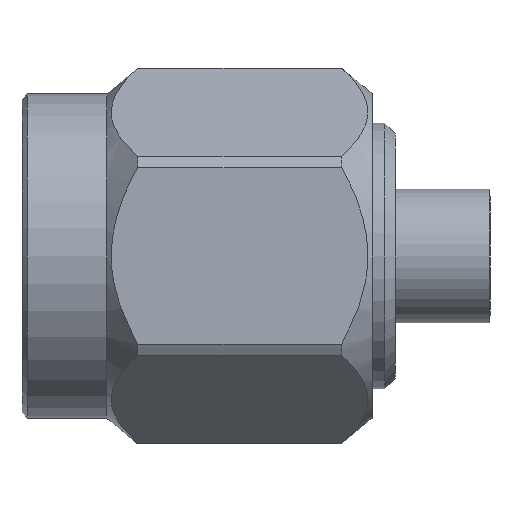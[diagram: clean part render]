
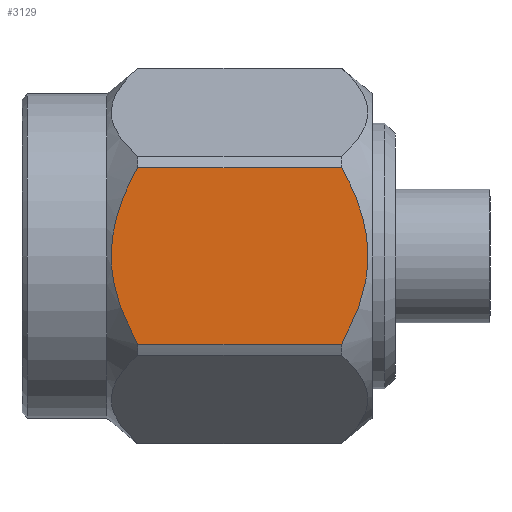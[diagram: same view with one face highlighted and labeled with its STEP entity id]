
A CAD part, front view. The second image highlights one B-rep face of the part: STEP entity #3129.
In plain terms, the highlighted planar face has unit normal (0, -1, 0).
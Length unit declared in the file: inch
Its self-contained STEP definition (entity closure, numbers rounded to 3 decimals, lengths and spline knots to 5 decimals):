
#53 = VERTEX_POINT ( 'NONE', #3781 ) ;
#65 = VECTOR ( 'NONE', #2184, 39.37008 ) ;
#76 = ORIENTED_EDGE ( 'NONE', *, *, #346, .T. ) ;
#85 = CARTESIAN_POINT ( 'NONE',  ( 0.1089, -0.15625, -0.08326 ) ) ;
#130 = CARTESIAN_POINT ( 'NONE',  ( 0.08853, -0.15625, 0.03426 ) ) ;
#142 = CARTESIAN_POINT ( 'NONE',  ( 0.32502, -0.15625, 0.01767 ) ) ;
#246 = CARTESIAN_POINT ( 'NONE',  ( 0.1089, -0.15625, 0.08326 ) ) ;
#263 = CARTESIAN_POINT ( 'NONE',  ( 0.3011, -0.15625, -0.08326 ) ) ;
#346 = EDGE_CURVE ( 'NONE', #3952, #53, #1536, .T. ) ;
#348 = EDGE_LOOP ( 'NONE', ( #76, #2115, #659, #3557 ) ) ;
#366 = DIRECTION ( 'NONE',  ( 0., 0., -1. ) ) ;
#383 = CARTESIAN_POINT ( 'NONE',  ( 0.10506, -0.15625, -0.07639 ) ) ;
#420 = CARTESIAN_POINT ( 'NONE',  ( 0.31948, -0.15625, 0.04134 ) ) ;
#428 = CARTESIAN_POINT ( 'NONE',  ( 0.10165, -0.15625, -0.06965 ) ) ;
#659 = ORIENTED_EDGE ( 'NONE', *, *, #3959, .T. ) ;
#743 = CARTESIAN_POINT ( 'NONE',  ( 0.1089, -0.15625, -0.08326 ) ) ;
#797 = AXIS2_PLACEMENT_3D ( 'NONE', #3619, #3277, #366 ) ;
#799 = CARTESIAN_POINT ( 'NONE',  ( 0.09533, -0.15625, 0.05646 ) ) ;
#810 = CARTESIAN_POINT ( 'NONE',  ( 0.32248, -0.15625, 0.03036 ) ) ;
#1014 = CARTESIAN_POINT ( 'NONE',  ( 0.31489, -0.15625, -0.05463 ) ) ;
#1050 = PLANE ( 'NONE',  #797 ) ;
#1100 = CARTESIAN_POINT ( 'NONE',  ( 0.32587, -0.15625, -0.01428 ) ) ;
#1128 = CARTESIAN_POINT ( 'NONE',  ( 0.09017, -0.15625, 0.04017 ) ) ;
#1138 = CARTESIAN_POINT ( 'NONE',  ( 0.3187, -0.15625, -0.04383 ) ) ;
#1168 = CARTESIAN_POINT ( 'NONE',  ( 0.09059, -0.15625, 0.04154 ) ) ;
#1187 = CARTESIAN_POINT ( 'NONE',  ( 0.09103, -0.15625, 0.04296 ) ) ;
#1331 = CARTESIAN_POINT ( 'NONE',  ( 0.3011, -0.15625, -0.08326 ) ) ;
#1363 = CARTESIAN_POINT ( 'NONE',  ( 0.0972, -0.15625, -0.05967 ) ) ;
#1385 = CARTESIAN_POINT ( 'NONE',  ( 0.09136, -0.15625, -0.044 ) ) ;
#1427 = CARTESIAN_POINT ( 'NONE',  ( 0.09582, -0.15625, -0.05635 ) ) ;
#1443 = CARTESIAN_POINT ( 'NONE',  ( 0.0841, -0.15625, -0.01436 ) ) ;
#1468 = CARTESIAN_POINT ( 'NONE',  ( 0.54, -0.15625, -0.08326 ) ) ;
#1485 = LINE ( 'NONE', #1468, #65 ) ;
#1515 = EDGE_CURVE ( 'NONE', #2780, #3952, #3748, .T. ) ;
#1536 = LINE ( 'NONE', #2842, #1783 ) ;
#1584 = B_SPLINE_CURVE_WITH_KNOTS ( 'NONE', 3,
 ( #743, #383, #428, #1363, #1427, #2380, #2723, #3357, #3640, #1385, #3958, #2680, #1443, #3662, #2042, #3686, #2061, #130, #4017, #1128, #1168, #1842, #1187, #799, #2098, #246 ),
 .UNSPECIFIED., .F., .F.,
 ( 4, 2, 2, 1, 1, 2, 2, 2, 2, 2, 1, 1, 2, 2, 4 ),
 ( 0., 0.125, 0.1875, 0.21875, 0.23438, 0.24219, 0.25, 0.5, 0.625, 0.6875, 0.71875, 0.73438, 0.74219, 0.75, 1. ),
 .UNSPECIFIED. ) ;
#1783 = VECTOR ( 'NONE', #3197, 39.37008 ) ;
#1793 = CARTESIAN_POINT ( 'NONE',  ( 0.30892, -0.15625, 0.0693 ) ) ;
#1842 = CARTESIAN_POINT ( 'NONE',  ( 0.09087, -0.15625, 0.04245 ) ) ;
#2023 = FACE_OUTER_BOUND ( 'NONE', #348, .T. ) ;
#2032 = CARTESIAN_POINT ( 'NONE',  ( 0.31793, -0.15625, -0.04616 ) ) ;
#2042 = CARTESIAN_POINT ( 'NONE',  ( 0.08472, -0.15624, 0.01451 ) ) ;
#2061 = CARTESIAN_POINT ( 'NONE',  ( 0.08721, -0.15624, 0.02885 ) ) ;
#2098 = CARTESIAN_POINT ( 'NONE',  ( 0.10124, -0.15625, 0.06959 ) ) ;
#2109 = CARTESIAN_POINT ( 'NONE',  ( 0.31833, -0.15625, -0.04496 ) ) ;
#2115 = ORIENTED_EDGE ( 'NONE', *, *, #2408, .F. ) ;
#2184 = DIRECTION ( 'NONE',  ( 1., 0., 0. ) ) ;
#2305 = CARTESIAN_POINT ( 'NONE',  ( 0.31697, -0.15625, -0.04897 ) ) ;
#2371 = CARTESIAN_POINT ( 'NONE',  ( 0.31859, -0.15625, -0.04417 ) ) ;
#2380 = CARTESIAN_POINT ( 'NONE',  ( 0.09393, -0.15625, -0.0514 ) ) ;
#2408 = EDGE_CURVE ( 'NONE', #2667, #53, #1584, .T. ) ;
#2428 = CARTESIAN_POINT ( 'NONE',  ( 0.31919, -0.15625, 0.04226 ) ) ;
#2626 = CARTESIAN_POINT ( 'NONE',  ( 0.30498, -0.15625, -0.07632 ) ) ;
#2667 = VERTEX_POINT ( 'NONE', #85 ) ;
#2680 = CARTESIAN_POINT ( 'NONE',  ( 0.08643, -0.15625, -0.02848 ) ) ;
#2723 = CARTESIAN_POINT ( 'NONE',  ( 0.09302, -0.15625, -0.04893 ) ) ;
#2753 = CARTESIAN_POINT ( 'NONE',  ( 0.32352, -0.15625, -0.0287 ) ) ;
#2780 = VERTEX_POINT ( 'NONE', #263 ) ;
#2810 = CARTESIAN_POINT ( 'NONE',  ( 0.3011, -0.15625, 0.08326 ) ) ;
#2842 = CARTESIAN_POINT ( 'NONE',  ( 0.54, -0.15625, 0.08326 ) ) ;
#3066 = CARTESIAN_POINT ( 'NONE',  ( 0.31903, -0.15625, 0.04278 ) ) ;
#3085 = CARTESIAN_POINT ( 'NONE',  ( 0.31485, -0.15625, 0.05594 ) ) ;
#3129 = ADVANCED_FACE ( 'NONE', ( #2023 ), #1050, .T. ) ;
#3197 = DIRECTION ( 'NONE',  ( -1., 0., 0. ) ) ;
#3277 = DIRECTION ( 'NONE',  ( 0., -1., 0. ) ) ;
#3329 = CARTESIAN_POINT ( 'NONE',  ( 0.3011, -0.15625, 0.08326 ) ) ;
#3357 = CARTESIAN_POINT ( 'NONE',  ( 0.09203, -0.15625, -0.04605 ) ) ;
#3369 = CARTESIAN_POINT ( 'NONE',  ( 0.32589, -0.15625, 0.00695 ) ) ;
#3405 = CARTESIAN_POINT ( 'NONE',  ( 0.31989, -0.15625, 0.03996 ) ) ;
#3557 = ORIENTED_EDGE ( 'NONE', *, *, #1515, .T. ) ;
#3619 = CARTESIAN_POINT ( 'NONE',  ( 0.54, -0.15625, -0.09021 ) ) ;
#3640 = CARTESIAN_POINT ( 'NONE',  ( 0.09163, -0.15625, -0.04482 ) ) ;
#3662 = CARTESIAN_POINT ( 'NONE',  ( 0.08413, -0.15625, 0.00737 ) ) ;
#3686 = CARTESIAN_POINT ( 'NONE',  ( 0.08648, -0.15624, 0.02526 ) ) ;
#3748 = B_SPLINE_CURVE_WITH_KNOTS ( 'NONE', 3,
 ( #1331, #2626, #3926, #1014, #2305, #2032, #2109, #2371, #1138, #2753, #1100, #3369, #142, #810, #4044, #3405, #420, #2428, #3066, #3085, #1793, #3329 ),
 .UNSPECIFIED., .F., .F.,
 ( 4, 1, 1, 1, 1, 2, 2, 2, 1, 1, 1, 1, 2, 2, 4 ),
 ( 0., 0.125, 0.1875, 0.21875, 0.23438, 0.24219, 0.25, 0.5, 0.625, 0.6875, 0.71875, 0.73438, 0.74219, 0.75, 1. ),
 .UNSPECIFIED. ) ;
#3781 = CARTESIAN_POINT ( 'NONE',  ( 0.1089, -0.15625, 0.08326 ) ) ;
#3926 = CARTESIAN_POINT ( 'NONE',  ( 0.31012, -0.15625, -0.06613 ) ) ;
#3952 = VERTEX_POINT ( 'NONE', #2810 ) ;
#3958 = CARTESIAN_POINT ( 'NONE',  ( 0.09124, -0.15625, -0.04364 ) ) ;
#3959 = EDGE_CURVE ( 'NONE', #2667, #2780, #1485, .T. ) ;
#4017 = CARTESIAN_POINT ( 'NONE',  ( 0.08924, -0.15625, 0.03698 ) ) ;
#4044 = CARTESIAN_POINT ( 'NONE',  ( 0.32082, -0.15625, 0.03676 ) ) ;
